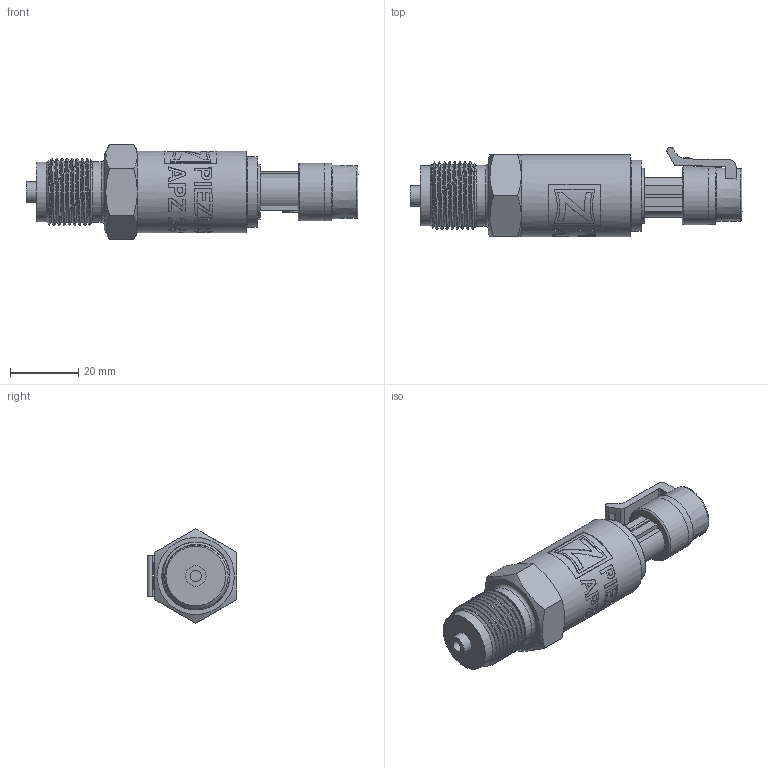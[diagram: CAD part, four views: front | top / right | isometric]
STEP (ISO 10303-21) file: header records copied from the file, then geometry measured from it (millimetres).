
FILE_DESCRIPTION(/* description */ (''),/* implementation_level */ '2;1');
FILE_NAME(/* name */ 'APZ2412_M20x1,5EN_Packard.step',/* time_stamp */ '2021-07-19T10:28:15+03:00',/* author */ (''),/* organization */ (''),/* preprocessor_version */ 'ST-DEVELOPER v18.1',/* originating_system */ 'Autodesk Translation Framework v10.9.0.1377',/* authorisation */ '');
FILE_SCHEMA (('AUTOMOTIVE_DESIGN { 1 0 10303 214 3 1 1 }'));
Length unit declared in the file: millimetre
Products named in the file (6): АПЗ 2422 (2412,2410) - filled; M20x1,5 EN; Стакан; Адаптер Packard; Packard male v13; Packard female v5
Assembly tree (5 placements, depth 2):
  АПЗ 2422 (2412,2410) - filled
    M20x1,5 EN
    Стакан
    Адаптер Packard
    Packard male v13
    Packard female v5
Bounding box: 97.28 x 26.22 x 27.71 mm (x, y, z)
Volume: 28945.9 mm3; surface area: 13516.7 mm2
Topology: 10 solids, 10 shells, 479 faces, 1236 edges, 819 vertices
Faces by surface type: bspline 213, plane 156, cylinder 75, cone 26, torus 9
Full cylindrical faces by diameter (mm): 1.5 x3, 3.3 x1, 6 x1, 10.123 x1, 12 x1, 12.623 x2, 13.9 x1, 16.2 x1, 16.9 x1, 17.5 x1, 17.8 x1, 18.137 x8, 18.2 x1, 18.6 x1, 19.85 x7, 20.2 x2, 20.8 x1, 24 x1
Entity records: 20166 total; most frequent: CARTESIAN_POINT 9713, ORIENTED_EDGE 2472, DIRECTION 1456, EDGE_CURVE 1236, VERTEX_POINT 819, LINE 554, VECTOR 554, EDGE_LOOP 533
